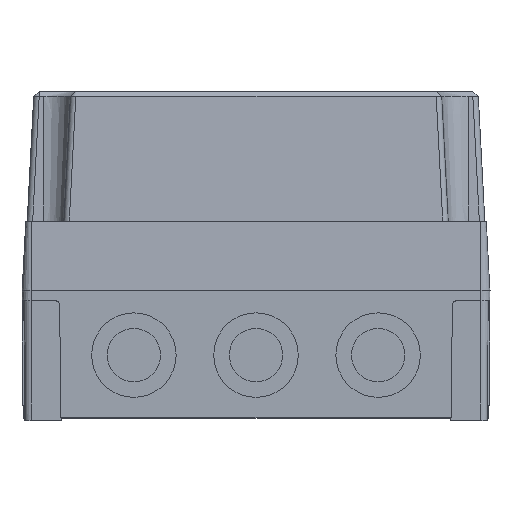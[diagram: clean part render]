
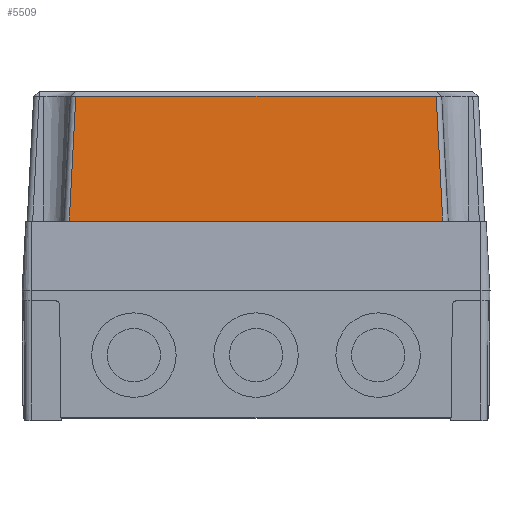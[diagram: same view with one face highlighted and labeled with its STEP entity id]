
A CAD part, top view. The second image highlights one B-rep face of the part: STEP entity #5509.
In plain terms, the highlighted planar face has unit normal (0, 0.052, 0.999).
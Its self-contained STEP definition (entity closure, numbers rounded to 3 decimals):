
#693 = CARTESIAN_POINT ( 'NONE',  ( 0., 74.6, 85.534 ) ) ;
#1382 = PLANE ( 'NONE',  #12060 ) ;
#1483 = CARTESIAN_POINT ( 'NONE',  ( 73.95, 26.6, 88.05 ) ) ;
#2039 = LINE ( 'NONE', #15196, #17037 ) ;
#2269 = ORIENTED_EDGE ( 'NONE', *, *, #12622, .T. ) ;
#2288 = CARTESIAN_POINT ( 'NONE',  ( -28.891, 74.6, 85.534 ) ) ;
#2472 = CARTESIAN_POINT ( 'NONE',  ( 68.976, 74.6, 85.534 ) ) ;
#2563 = CARTESIAN_POINT ( 'NONE',  ( -49.114, 74.6, 85.534 ) ) ;
#2681 = CARTESIAN_POINT ( 'NONE',  ( 71.853, 26.6, 88.05 ) ) ;
#2683 = VECTOR ( 'NONE', #4663, 1000. ) ;
#2992 = VECTOR ( 'NONE', #12992, 1000. ) ;
#2993 = DIRECTION ( 'NONE',  ( 0., 0.052, 0.999 ) ) ;
#4171 = LINE ( 'NONE', #8539, #2992 ) ;
#4663 = DIRECTION ( 'NONE',  ( 1., 0., 0. ) ) ;
#4893 = ORIENTED_EDGE ( 'NONE', *, *, #7668, .T. ) ;
#5245 = CARTESIAN_POINT ( 'NONE',  ( -59.226, 74.6, 85.534 ) ) ;
#5333 = CARTESIAN_POINT ( 'NONE',  ( 68.615, 74.6, 85.534 ) ) ;
#5509 = ADVANCED_FACE ( 'NONE', ( #8499 ), #1382, .T. ) ;
#5793 = CARTESIAN_POINT ( 'NONE',  ( -71.853, 26.6, 88.05 ) ) ;
#5888 = CARTESIAN_POINT ( 'NONE',  ( -69.337, 74.6, 85.534 ) ) ;
#6486 = CARTESIAN_POINT ( 'NONE',  ( 64.281, 74.6, 85.534 ) ) ;
#6669 = CARTESIAN_POINT ( 'NONE',  ( -69.337, 74.6, 85.534 ) ) ;
#6841 = CARTESIAN_POINT ( 'NONE',  ( 28.89, 74.6, 85.534 ) ) ;
#7326 = EDGE_CURVE ( 'NONE', #18636, #18031, #7429, .T. ) ;
#7421 = EDGE_CURVE ( 'NONE', #18636, #8104, #4171, .T. ) ;
#7429 = B_SPLINE_CURVE_WITH_KNOTS ( 'NONE', 3,
 ( #6669, #16866, #16959, #12341, #12530, #5245, #2563, #2288, #693, #6841, #16687, #12438, #6486, #11006, #9398, #5333, #2472, #7988, #11091 ),
 .UNSPECIFIED., .F., .F.,
 ( 4, 2, 1, 1, 1, 1, 1, 1, 1, 1, 1, 1, 1, 2, 4 ),
 ( 0., 0.002, 0.004, 0.009, 0.017, 0.035, 0.069, 0.104, 0.121, 0.13, 0.134, 0.137, 0.138, 0.138, 0.139 ),
 .UNSPECIFIED. ) ;
#7668 = EDGE_CURVE ( 'NONE', #8104, #12774, #8831, .T. ) ;
#7881 = EDGE_LOOP ( 'NONE', ( #14928, #13759, #4893, #2269 ) ) ;
#7988 = CARTESIAN_POINT ( 'NONE',  ( 69.157, 74.603, 85.534 ) ) ;
#8104 = VERTEX_POINT ( 'NONE', #5793 ) ;
#8499 = FACE_OUTER_BOUND ( 'NONE', #7881, .T. ) ;
#8539 = CARTESIAN_POINT ( 'NONE',  ( -71.455, 34.199, 87.652 ) ) ;
#8831 = LINE ( 'NONE', #17801, #2683 ) ;
#9398 = CARTESIAN_POINT ( 'NONE',  ( 68.073, 74.6, 85.534 ) ) ;
#10282 = DIRECTION ( 'NONE',  ( 0., -0.999, 0.052 ) ) ;
#11006 = CARTESIAN_POINT ( 'NONE',  ( 66.809, 74.6, 85.534 ) ) ;
#11091 = CARTESIAN_POINT ( 'NONE',  ( 69.337, 74.6, 85.533 ) ) ;
#12060 = AXIS2_PLACEMENT_3D ( 'NONE', #1483, #2993, #10282 ) ;
#12341 = CARTESIAN_POINT ( 'NONE',  ( -66.448, 74.6, 85.534 ) ) ;
#12438 = CARTESIAN_POINT ( 'NONE',  ( 59.226, 74.6, 85.534 ) ) ;
#12530 = CARTESIAN_POINT ( 'NONE',  ( -64.281, 74.6, 85.534 ) ) ;
#12622 = EDGE_CURVE ( 'NONE', #12774, #18031, #2039, .T. ) ;
#12774 = VERTEX_POINT ( 'NONE', #2681 ) ;
#12992 = DIRECTION ( 'NONE',  ( -0.052, -0.997, 0.052 ) ) ;
#13759 = ORIENTED_EDGE ( 'NONE', *, *, #7421, .T. ) ;
#14928 = ORIENTED_EDGE ( 'NONE', *, *, #7326, .F. ) ;
#15196 = CARTESIAN_POINT ( 'NONE',  ( 71.859, 26.491, 88.056 ) ) ;
#16687 = CARTESIAN_POINT ( 'NONE',  ( 49.114, 74.6, 85.534 ) ) ;
#16809 = DIRECTION ( 'NONE',  ( -0.052, 0.997, -0.052 ) ) ;
#16866 = CARTESIAN_POINT ( 'NONE',  ( -68.615, 74.602, 85.534 ) ) ;
#16959 = CARTESIAN_POINT ( 'NONE',  ( -67.893, 74.6, 85.534 ) ) ;
#17037 = VECTOR ( 'NONE', #16809, 1000. ) ;
#17801 = CARTESIAN_POINT ( 'NONE',  ( 73.95, 26.6, 88.05 ) ) ;
#18031 = VERTEX_POINT ( 'NONE', #18109 ) ;
#18109 = CARTESIAN_POINT ( 'NONE',  ( 69.337, 74.6, 85.533 ) ) ;
#18636 = VERTEX_POINT ( 'NONE', #5888 ) ;
